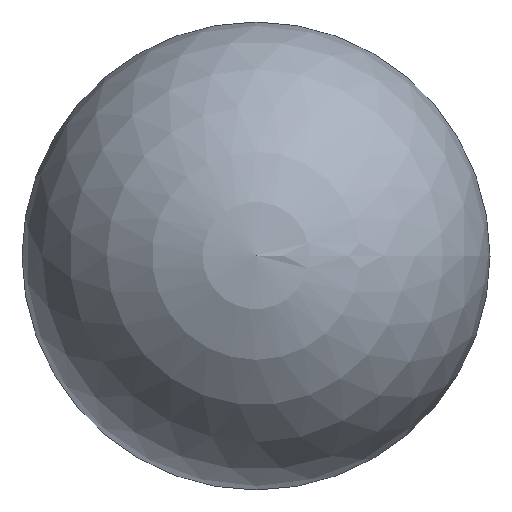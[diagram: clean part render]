
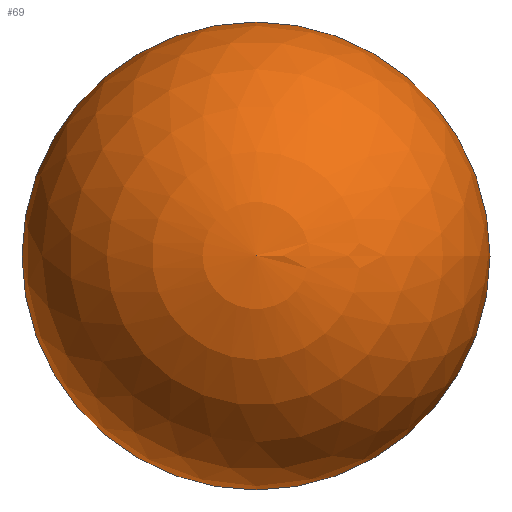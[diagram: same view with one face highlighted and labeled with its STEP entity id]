
A CAD part, top view. The second image highlights one B-rep face of the part: STEP entity #69.
In plain terms, the highlighted spherical face has radius 12.5 mm.
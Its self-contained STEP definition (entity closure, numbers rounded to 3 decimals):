
#69 = ADVANCED_FACE( '', ( #151 ), #152, .T. );
#151 = FACE_OUTER_BOUND( '', #241, .T. );
#152 = SPHERICAL_SURFACE( '', #242, 12.5 );
#241 = EDGE_LOOP( '', ( #349 ) );
#242 = AXIS2_PLACEMENT_3D( '', #350, #351, #352 );
#349 = ORIENTED_EDGE( '', *, *, #405, .F. );
#350 = CARTESIAN_POINT( '', ( 0., 0., 42.5 ) );
#351 = DIRECTION( '', ( 0., 0., 1. ) );
#352 = DIRECTION( '', ( 1., 0., 0. ) );
#405 = EDGE_CURVE( '', #449, #449, #450, .F. );
#449 = VERTEX_POINT( '', #508 );
#450 = CIRCLE( '', #509, 12.489 );
#508 = CARTESIAN_POINT( '', ( 12.489, 0., 41.965 ) );
#509 = AXIS2_PLACEMENT_3D( '', #568, #569, #570 );
#568 = CARTESIAN_POINT( '', ( 0., 0., 41.965 ) );
#569 = DIRECTION( '', ( 0., 0., 1. ) );
#570 = DIRECTION( '', ( 1., 0., 0. ) );
